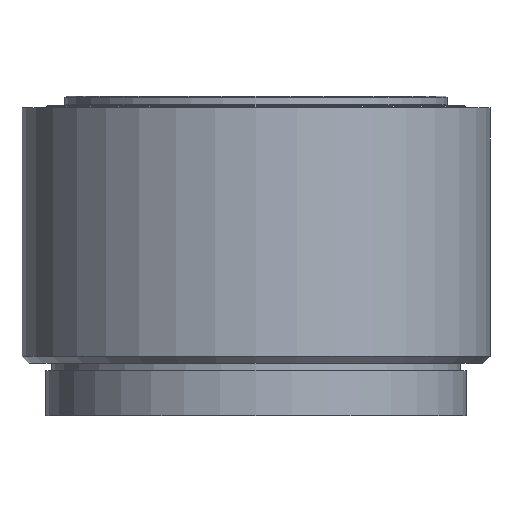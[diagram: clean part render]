
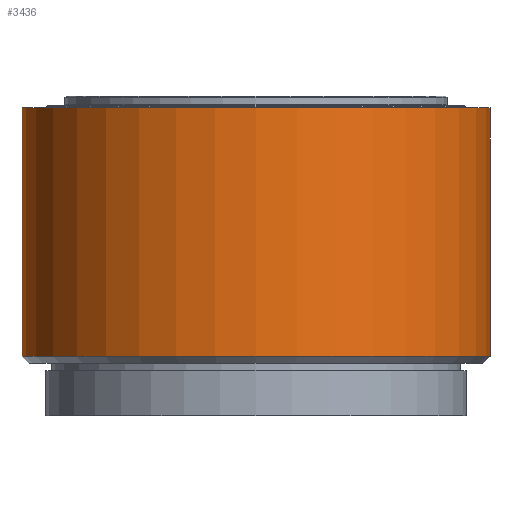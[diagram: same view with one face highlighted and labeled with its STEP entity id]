
A CAD part, front view. The second image highlights one B-rep face of the part: STEP entity #3436.
In plain terms, the highlighted cylindrical face has radius 98 mm (diameter 196 mm), a partial arc.
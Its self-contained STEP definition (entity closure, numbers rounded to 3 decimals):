
#61 = ORIENTED_EDGE ( 'NONE', *, *, #793, .T. ) ;
#287 = VERTEX_POINT ( 'NONE', #1769 ) ;
#290 = VERTEX_POINT ( 'NONE', #1768 ) ;
#309 = EDGE_CURVE ( 'NONE', #392, #290, #1828, .T. ) ;
#387 = EDGE_CURVE ( 'NONE', #432, #287, #1927, .T. ) ;
#392 = VERTEX_POINT ( 'NONE', #1954 ) ;
#432 = VERTEX_POINT ( 'NONE', #2041 ) ;
#793 = EDGE_CURVE ( 'NONE', #287, #290, #2831, .T. ) ;
#1231 = EDGE_CURVE ( 'NONE', #432, #392, #4672, .T. ) ;
#1768 = CARTESIAN_POINT ( 'NONE',  ( 98., 0., 25. ) ) ;
#1769 = CARTESIAN_POINT ( 'NONE',  ( -98., 0., 25. ) ) ;
#1828 = LINE ( 'NONE', #1830, #1829 ) ;
#1829 = VECTOR ( 'NONE', #1833, 1000. ) ;
#1830 = CARTESIAN_POINT ( 'NONE',  ( 98., 0., -6.7 ) ) ;
#1833 = DIRECTION ( 'NONE',  ( 0., 0., -1. ) ) ;
#1924 = DIRECTION ( 'NONE',  ( 0., 0., -1. ) ) ;
#1925 = VECTOR ( 'NONE', #1924, 1000. ) ;
#1926 = CARTESIAN_POINT ( 'NONE',  ( -98., 0., -6.7 ) ) ;
#1927 = LINE ( 'NONE', #1926, #1925 ) ;
#1954 = CARTESIAN_POINT ( 'NONE',  ( 98., 0., 129. ) ) ;
#2041 = CARTESIAN_POINT ( 'NONE',  ( -98., 0., 129. ) ) ;
#2831 = CIRCLE ( 'NONE', #2849, 98. ) ;
#2832 = CARTESIAN_POINT ( 'NONE',  ( 0., 0., 25. ) ) ;
#2847 = DIRECTION ( 'NONE',  ( -1., 0., 0. ) ) ;
#2848 = DIRECTION ( 'NONE',  ( 0., 0., 1. ) ) ;
#2849 = AXIS2_PLACEMENT_3D ( 'NONE', #2832, #2848, #2847 ) ;
#3436 = ADVANCED_FACE ( 'NONE', ( #4940 ), #4942, .T. ) ;
#3442 = EDGE_LOOP ( 'NONE', ( #3447, #3448, #3449, #61 ) ) ;
#3447 = ORIENTED_EDGE ( 'NONE', *, *, #309, .F. ) ;
#3448 = ORIENTED_EDGE ( 'NONE', *, *, #1231, .F. ) ;
#3449 = ORIENTED_EDGE ( 'NONE', *, *, #387, .T. ) ;
#4670 = CARTESIAN_POINT ( 'NONE',  ( 0., 0., 129. ) ) ;
#4671 = DIRECTION ( 'NONE',  ( 0., 0., 1. ) ) ;
#4672 = CIRCLE ( 'NONE', #4673, 98. ) ;
#4673 = AXIS2_PLACEMENT_3D ( 'NONE', #4670, #4671, #4675 ) ;
#4675 = DIRECTION ( 'NONE',  ( 1., 0., 0. ) ) ;
#4935 = CARTESIAN_POINT ( 'NONE',  ( 0., 0., -6.7 ) ) ;
#4936 = DIRECTION ( 'NONE',  ( -1., 0., 0. ) ) ;
#4939 = DIRECTION ( 'NONE',  ( 0., 0., -1. ) ) ;
#4940 = FACE_OUTER_BOUND ( 'NONE', #3442, .T. ) ;
#4941 = AXIS2_PLACEMENT_3D ( 'NONE', #4935, #4939, #4936 ) ;
#4942 = CYLINDRICAL_SURFACE ( 'NONE', #4941, 98. ) ;
